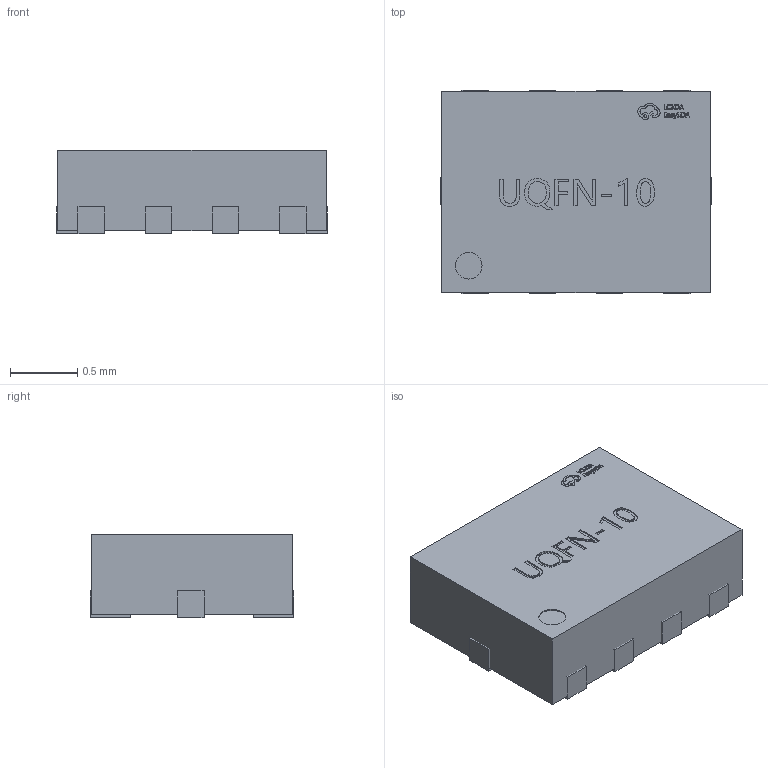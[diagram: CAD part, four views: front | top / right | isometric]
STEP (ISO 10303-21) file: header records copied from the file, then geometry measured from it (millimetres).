
FILE_DESCRIPTION (( 'STEP AP214' ), '1' );
FILE_NAME ('UQFN-10_L2.0-W1.5-H0.6-P0.50.step', '2022-07-15T04:00:20', ( '' ), ( '' ), 'SwSTEP 2.0', 'SolidWorks 2020', '' );
FILE_SCHEMA (( 'AUTOMOTIVE_DESIGN' ));
Length unit declared in the file: millimetre
Products named in the file (1): UQFN-10_L2.0-W1.5-H0.6-P0.50
Bounding box: 2.02 x 1.52 x 0.62 mm (x, y, z)
Volume: 1.9 mm3; surface area: 13.5 mm2
Topology: 24 solids, 24 shells, 436 faces, 1113 edges, 742 vertices
Faces by surface type: plane 294, bspline 140, cylinder 2
Entity records: 20770 total; most frequent: CARTESIAN_POINT 6088, ORIENTED_EDGE 2226, DIRECTION 1427, EDGE_CURVE 1113, LINE 825, VECTOR 825, VERTEX_POINT 742, EDGE_LOOP 465
